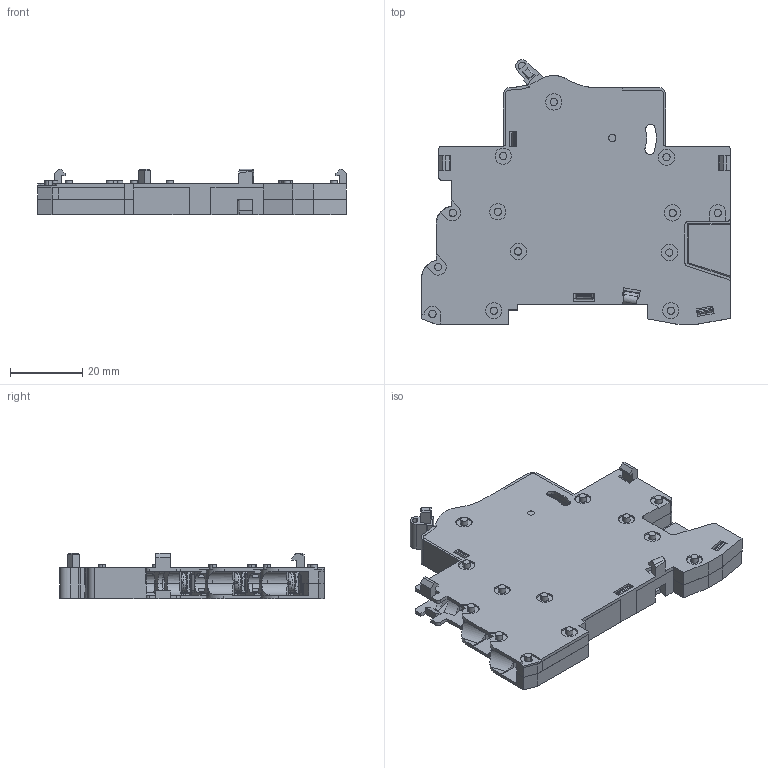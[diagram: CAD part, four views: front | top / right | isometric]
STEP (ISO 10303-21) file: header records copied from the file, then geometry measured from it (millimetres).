
FILE_DESCRIPTION (( 'STEP AP214' ), '1' );
FILE_NAME ('SD2 俋倛芞.STEP', '2023-04-07T05:46:41', ( '' ), ( '' ), 'SwSTEP 2.0', 'SolidWorks 2018', '' );
FILE_SCHEMA (( 'AUTOMOTIVE_DESIGN' ));
Length unit declared in the file: millimetre
Products named in the file (11): 8LD.570.122; 8LD.253.174; 8LD.315.163; 8LD.907.104; 8LD.557.190; 8LD.024.164; SD2 俋倛芞; 8LD.371.103; 8LD.253.1258; 8LD.557.191; 5LD.850.100
Assembly tree (12 placements, depth 3):
  SD2 俋倛芞
    8LD.024.164
    8LD.253.1258
    8LD.253.174
    8LD.557.190
    8LD.557.191
    8LD.570.122
    5LD.850.100  x3
      8LD.371.103
      8LD.907.104
    8LD.315.163
Bounding box: 85.5 x 73.17 x 12.67 mm (x, y, z)
Volume: 15086.6 mm3; surface area: 31644.7 mm2
Topology: 41 solids, 42 shells, 2384 faces, 6390 edges, 4157 vertices
Faces by surface type: plane 1564, cylinder 538, bspline 203, cone 41, torus 35, sphere 3
Entity records: 66600 total; most frequent: CARTESIAN_POINT 15468, ORIENTED_EDGE 10880, DIRECTION 9996, EDGE_CURVE 5440, LINE 4062, VECTOR 4062, VERTEX_POINT 3553, AXIS2_PLACEMENT_3D 2967
